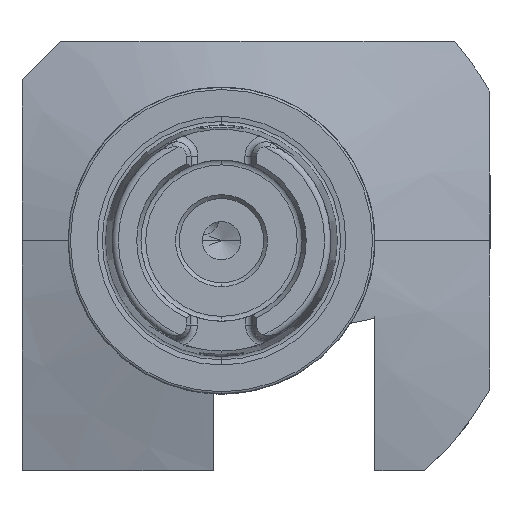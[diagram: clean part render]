
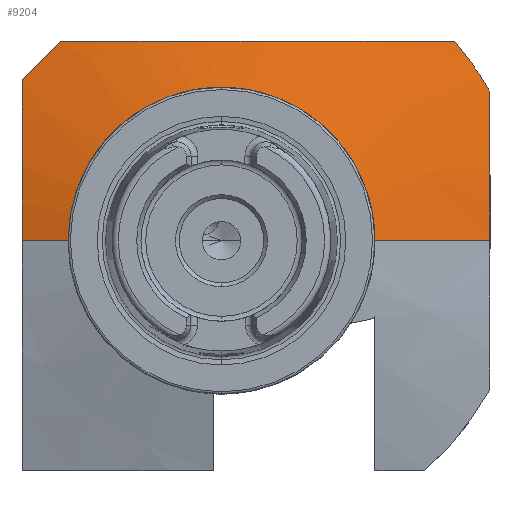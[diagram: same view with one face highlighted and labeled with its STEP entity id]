
A CAD part, left-side view. The second image highlights one B-rep face of the part: STEP entity #9204.
In plain terms, the highlighted conical face has half-angle 75 degrees and reference radius 40 mm.
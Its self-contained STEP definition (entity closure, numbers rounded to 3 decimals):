
#104 = CONICAL_SURFACE ( 'NONE', #2132, 40., 1.309 ) ;
#249 = AXIS2_PLACEMENT_3D ( 'NONE', #3897, #4664, #729 ) ;
#292 = VERTEX_POINT ( 'NONE', #1925 ) ;
#427 = LINE ( 'NONE', #2586, #6188 ) ;
#634 = EDGE_CURVE ( 'NONE', #8699, #888, #427, .T. ) ;
#729 = DIRECTION ( 'NONE',  ( 0., 1., 0. ) ) ;
#852 = VECTOR ( 'NONE', #6492, 1000. ) ;
#864 = CARTESIAN_POINT ( 'NONE',  ( 38.847, 16.721, 26. ) ) ;
#888 = VERTEX_POINT ( 'NONE', #9585 ) ;
#936 = CARTESIAN_POINT ( 'NONE',  ( 39.679, -21.904, 26. ) ) ;
#1160 = ORIENTED_EDGE ( 'NONE', *, *, #3806, .T. ) ;
#1225 = ORIENTED_EDGE ( 'NONE', *, *, #3875, .T. ) ;
#1532 = CARTESIAN_POINT ( 'NONE',  ( 38.97, 26., 17.522 ) ) ;
#1557 = CARTESIAN_POINT ( 'NONE',  ( 38.484, 26., 14.026 ) ) ;
#1925 = CARTESIAN_POINT ( 'NONE',  ( 39.534, 21., 26. ) ) ;
#2132 = AXIS2_PLACEMENT_3D ( 'NONE', #2770, #4229, #8237 ) ;
#2296 = DIRECTION ( 'NONE',  ( 0., -1., 0. ) ) ;
#2306 = CARTESIAN_POINT ( 'NONE',  ( 39.467, 22.667, 24.333 ) ) ;
#2328 = CARTESIAN_POINT ( 'NONE',  ( 38.27, 26., 12.268 ) ) ;
#2332 = DIRECTION ( 'NONE',  ( 1., 0., 0. ) ) ;
#2404 = CARTESIAN_POINT ( 'NONE',  ( 37.523, -0.542, 26. ) ) ;
#2428 = CARTESIAN_POINT ( 'NONE',  ( 41.297, -35., 19.365 ) ) ;
#2438 = CARTESIAN_POINT ( 'NONE',  ( 41.297, -30.397, 26. ) ) ;
#2577 = CARTESIAN_POINT ( 'NONE',  ( 41.297, -35., 19.365 ) ) ;
#2586 = CARTESIAN_POINT ( 'NONE',  ( 41.297, 40., 0. ) ) ;
#2669 = B_SPLINE_CURVE_WITH_KNOTS ( 'NONE', 3,
 ( #7947, #4860, #7982, #7254, #3267, #2577 ),
 .UNSPECIFIED., .F., .F.,
 ( 4, 2, 4 ),
 ( 0.065, 0.075, 0.085 ),
 .UNSPECIFIED. ) ;
#2770 = CARTESIAN_POINT ( 'NONE',  ( 41.297, 0., 0. ) ) ;
#2845 = ORIENTED_EDGE ( 'NONE', *, *, #6277, .F. ) ;
#2938 = LINE ( 'NONE', #8035, #852 ) ;
#3154 = CARTESIAN_POINT ( 'NONE',  ( 38.282, 12.414, 26. ) ) ;
#3182 = CARTESIAN_POINT ( 'NONE',  ( 40.865, -28.278, 26. ) ) ;
#3267 = CARTESIAN_POINT ( 'NONE',  ( 40.878, -35., 16.136 ) ) ;
#3716 = EDGE_LOOP ( 'NONE', ( #9719, #5286, #1225, #2845, #9070, #4990, #1160, #5280 ) ) ;
#3806 = EDGE_CURVE ( 'NONE', #9255, #888, #4195, .T. ) ;
#3875 = EDGE_CURVE ( 'NONE', #4844, #8054, #2669, .T. ) ;
#3882 = CARTESIAN_POINT ( 'NONE',  ( 39.534, 26., 21. ) ) ;
#3897 = CARTESIAN_POINT ( 'NONE',  ( 41.297, 0., 0. ) ) ;
#3902 = CARTESIAN_POINT ( 'NONE',  ( 39.534, 26., 21. ) ) ;
#3965 = CARTESIAN_POINT ( 'NONE',  ( 38.358, -13.39, 26. ) ) ;
#4000 = CARTESIAN_POINT ( 'NONE',  ( 37.595, 3.764, 26. ) ) ;
#4033 = CARTESIAN_POINT ( 'NONE',  ( 37.546, 26., 0. ) ) ;
#4195 = B_SPLINE_CURVE_WITH_KNOTS ( 'NONE', 3,
 ( #3882, #7769, #1532, #1557, #2328, #4687, #8586, #5493, #9335, #4033 ),
 .UNSPECIFIED., .F., .F.,
 ( 4, 2, 2, 2, 4 ),
 ( 0.086, 0.091, 0.096, 0.101, 0.107 ),
 .UNSPECIFIED. ) ;
#4219 = DIRECTION ( 'NONE',  ( 0.259, 0.966, 0. ) ) ;
#4229 = DIRECTION ( 'NONE',  ( 1., 0., 0. ) ) ;
#4664 = DIRECTION ( 'NONE',  ( 1., 0., 0. ) ) ;
#4687 = CARTESIAN_POINT ( 'NONE',  ( 37.917, 26., 8.756 ) ) ;
#4788 = CARTESIAN_POINT ( 'NONE',  ( 39.319, -19.778, 26. ) ) ;
#4790 = B_SPLINE_CURVE_WITH_KNOTS ( 'NONE', 3,
 ( #8633, #2306, #6318, #3902 ),
 .UNSPECIFIED., .F., .F.,
 ( 4, 4 ),
 ( 0., 0.007 ),
 .UNSPECIFIED. ) ;
#4828 = CARTESIAN_POINT ( 'NONE',  ( 40.452, -26.154, 26. ) ) ;
#4829 = CARTESIAN_POINT ( 'NONE',  ( 35.199, 0., 0. ) ) ;
#4844 = VERTEX_POINT ( 'NONE', #8345 ) ;
#4860 = CARTESIAN_POINT ( 'NONE',  ( 39.957, -35., 3.226 ) ) ;
#4902 = CARTESIAN_POINT ( 'NONE',  ( 41.297, -30.397, 26. ) ) ;
#4990 = ORIENTED_EDGE ( 'NONE', *, *, #5142, .T. ) ;
#5142 = EDGE_CURVE ( 'NONE', #292, #9255, #4790, .T. ) ;
#5153 = CIRCLE ( 'NONE', #249, 40. ) ;
#5280 = ORIENTED_EDGE ( 'NONE', *, *, #634, .F. ) ;
#5286 = ORIENTED_EDGE ( 'NONE', *, *, #9059, .T. ) ;
#5350 = CIRCLE ( 'NONE', #9153, 17.241 ) ;
#5493 = CARTESIAN_POINT ( 'NONE',  ( 37.593, 26., 3.498 ) ) ;
#5604 = CARTESIAN_POINT ( 'NONE',  ( 37.702, 5.921, 26. ) ) ;
#6188 = VECTOR ( 'NONE', #4219, 1000. ) ;
#6277 = EDGE_CURVE ( 'NONE', #9474, #8054, #5153, .T. ) ;
#6318 = CARTESIAN_POINT ( 'NONE',  ( 39.467, 24.333, 22.667 ) ) ;
#6375 = CARTESIAN_POINT ( 'NONE',  ( 39.534, 21., 26. ) ) ;
#6412 = CARTESIAN_POINT ( 'NONE',  ( 38.046, 10.245, 26. ) ) ;
#6492 = DIRECTION ( 'NONE',  ( 0.259, -0.966, 0. ) ) ;
#6910 = CARTESIAN_POINT ( 'NONE',  ( 39.534, 26., 21. ) ) ;
#7078 = CARTESIAN_POINT ( 'NONE',  ( 37.875, -9.121, 26. ) ) ;
#7149 = CARTESIAN_POINT ( 'NONE',  ( 35.199, 17.241, 0. ) ) ;
#7254 = CARTESIAN_POINT ( 'NONE',  ( 40.54, -35., 12.908 ) ) ;
#7344 = CARTESIAN_POINT ( 'NONE',  ( 35.199, -17.241, 0. ) ) ;
#7710 = FACE_OUTER_BOUND ( 'NONE', #3716, .T. ) ;
#7769 = CARTESIAN_POINT ( 'NONE',  ( 39.242, 26., 19.263 ) ) ;
#7947 = CARTESIAN_POINT ( 'NONE',  ( 39.957, -35., 0. ) ) ;
#7977 = EDGE_CURVE ( 'NONE', #8699, #9151, #5350, .T. ) ;
#7982 = CARTESIAN_POINT ( 'NONE',  ( 40.079, -35., 6.453 ) ) ;
#8035 = CARTESIAN_POINT ( 'NONE',  ( 41.297, -40., 0. ) ) ;
#8054 = VERTEX_POINT ( 'NONE', #2428 ) ;
#8237 = DIRECTION ( 'NONE',  ( 0., 1., 0. ) ) ;
#8345 = CARTESIAN_POINT ( 'NONE',  ( 39.957, -35., 0. ) ) ;
#8586 = CARTESIAN_POINT ( 'NONE',  ( 37.779, 26., 7.002 ) ) ;
#8633 = CARTESIAN_POINT ( 'NONE',  ( 39.534, 21., 26. ) ) ;
#8699 = VERTEX_POINT ( 'NONE', #7149 ) ;
#9025 = B_SPLINE_CURVE_WITH_KNOTS ( 'NONE', 3,
 ( #2438, #3182, #4828, #936, #4788, #3965, #7078, #9410, #2404, #4000, #5604, #6412, #3154, #864, #9447, #6375 ),
 .UNSPECIFIED., .F., .F.,
 ( 4, 2, 2, 2, 2, 2, 2, 4 ),
 ( 0.036, 0.042, 0.049, 0.062, 0.068, 0.075, 0.081, 0.087 ),
 .UNSPECIFIED. ) ;
#9059 = EDGE_CURVE ( 'NONE', #9151, #4844, #2938, .T. ) ;
#9070 = ORIENTED_EDGE ( 'NONE', *, *, #9837, .T. ) ;
#9151 = VERTEX_POINT ( 'NONE', #7344 ) ;
#9153 = AXIS2_PLACEMENT_3D ( 'NONE', #4829, #2332, #2296 ) ;
#9204 = ADVANCED_FACE ( 'NONE', ( #7710 ), #104, .T. ) ;
#9255 = VERTEX_POINT ( 'NONE', #6910 ) ;
#9335 = CARTESIAN_POINT ( 'NONE',  ( 37.546, 26., 1.748 ) ) ;
#9410 = CARTESIAN_POINT ( 'NONE',  ( 37.56, -2.69, 26. ) ) ;
#9447 = CARTESIAN_POINT ( 'NONE',  ( 39.175, 18.864, 26. ) ) ;
#9474 = VERTEX_POINT ( 'NONE', #4902 ) ;
#9585 = CARTESIAN_POINT ( 'NONE',  ( 37.546, 26., 0. ) ) ;
#9719 = ORIENTED_EDGE ( 'NONE', *, *, #7977, .T. ) ;
#9837 = EDGE_CURVE ( 'NONE', #9474, #292, #9025, .T. ) ;
